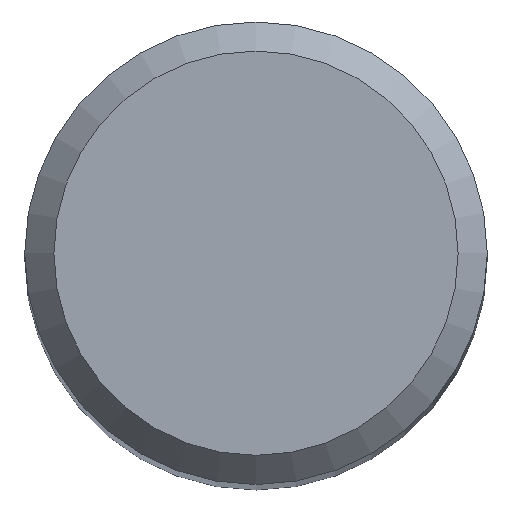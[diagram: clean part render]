
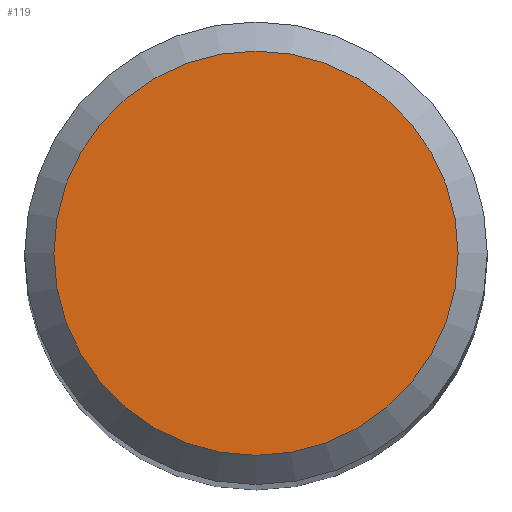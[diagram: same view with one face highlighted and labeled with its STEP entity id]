
A CAD part, top view. The second image highlights one B-rep face of the part: STEP entity #119.
In plain terms, the highlighted planar face has unit normal (0, 0, 1).
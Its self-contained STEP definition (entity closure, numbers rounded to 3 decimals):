
#119=ADVANCED_FACE('',(#148),#145,.F.);
#145=PLANE('',#400);
#148=FACE_OUTER_BOUND('',#158,.T.);
#158=EDGE_LOOP('',(#199));
#199=ORIENTED_EDGE('',*,*,#317,.F.);
#283=VERTEX_POINT('',#532);
#317=EDGE_CURVE('',#283,#283,#359,.T.);
#359=CIRCLE('',#399,6.935);
#399=AXIS2_PLACEMENT_3D('',#531,#447,#448);
#400=AXIS2_PLACEMENT_3D('',#533,#449,#450);
#447=DIRECTION('',(0.,0.,-1.));
#448=DIRECTION('',(-1.,0.,0.));
#449=DIRECTION('',(0.,0.,-1.));
#450=DIRECTION('',(1.,0.,0.));
#531=CARTESIAN_POINT('',(0.,0.,0.));
#532=CARTESIAN_POINT('',(-6.935,0.,0.));
#533=CARTESIAN_POINT('',(0.,0.,0.));
